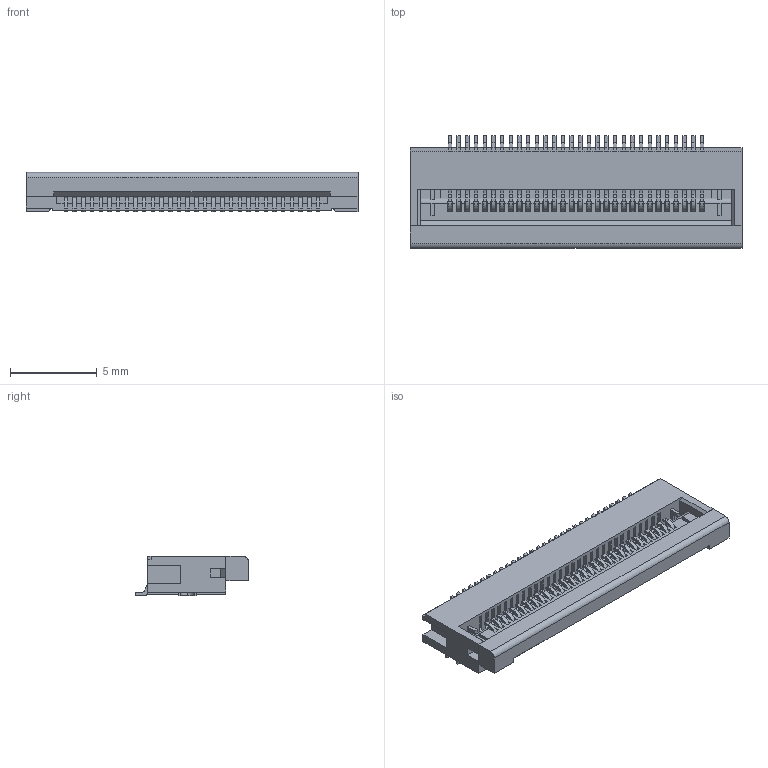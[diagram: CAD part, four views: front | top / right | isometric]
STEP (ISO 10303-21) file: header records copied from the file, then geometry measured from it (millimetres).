
FILE_DESCRIPTION(('STEP AP242'),'1');
FILE_NAME('1225115p.stp','2024-07-16T08:39:27',('TraceParts'),('TraceParts S.A.'),'Spatial InterOp 3D',' ',' ');
FILE_SCHEMA(('AP242_MANAGED_MODEL_BASED_3D_ENGINEERING_MIM_LF {1 0 10303 442 1 1 4}'));
Length unit declared in the file: millimetre
Products named in the file (1): 1225115p_1
Bounding box: 19.1 x 6.5 x 2.25 mm (x, y, z)
Volume: 165.4 mm3; surface area: 1201.3 mm2
Topology: 34 solids, 34 shells, 1677 faces, 5131 edges, 3394 vertices
Faces by surface type: plane 1186, cylinder 491
Entity records: 57783 total; most frequent: ORIENTED_EDGE 10262, CARTESIAN_POINT 10236, DIRECTION 9655, EDGE_CURVE 5131, LINE 4029, VECTOR 4029, VERTEX_POINT 3394, AXIS2_PLACEMENT_3D 2813
